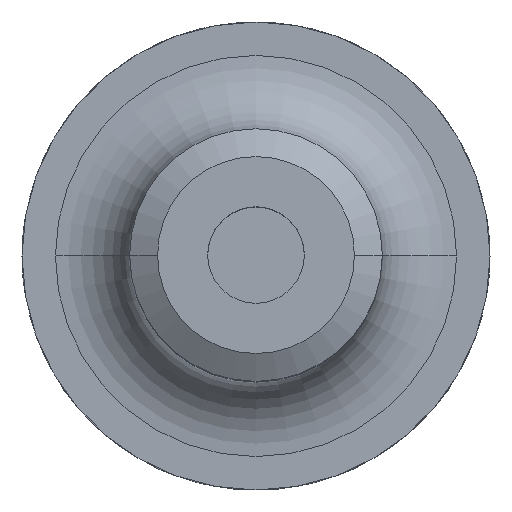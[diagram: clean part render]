
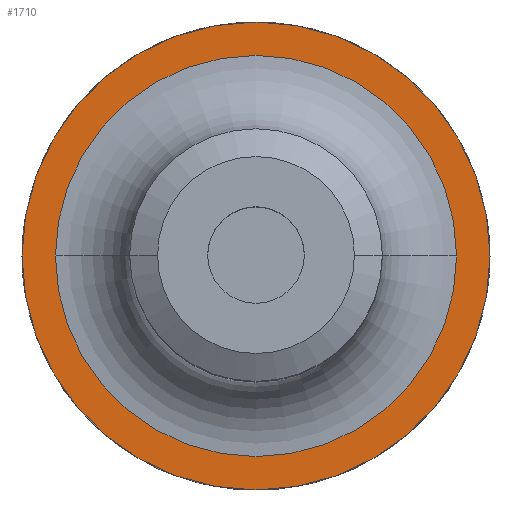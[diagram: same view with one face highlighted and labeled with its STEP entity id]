
A CAD part, top view. The second image highlights one B-rep face of the part: STEP entity #1710.
In plain terms, the highlighted planar face has unit normal (0, 0, 1).
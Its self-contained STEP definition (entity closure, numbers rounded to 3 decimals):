
#21 = CARTESIAN_POINT ( 'NONE',  ( 0., 0., 27. ) ) ;
#22 = DIRECTION ( 'NONE',  ( -1., 0., 0. ) ) ;
#54 = AXIS2_PLACEMENT_3D ( 'NONE', #960, #1526, #646 ) ;
#55 = DIRECTION ( 'NONE',  ( 0., 0., -1. ) ) ;
#58 = CARTESIAN_POINT ( 'NONE',  ( 0., 0., 27. ) ) ;
#120 = ORIENTED_EDGE ( 'NONE', *, *, #1266, .T. ) ;
#169 = CARTESIAN_POINT ( 'NONE',  ( 31.5, 0., 27. ) ) ;
#217 = EDGE_LOOP ( 'NONE', ( #120, #1153 ) ) ;
#243 = DIRECTION ( 'NONE',  ( -1., 0., 0. ) ) ;
#304 = DIRECTION ( 'NONE',  ( 0., 0., -1. ) ) ;
#352 = CARTESIAN_POINT ( 'NONE',  ( 0., 0., 27. ) ) ;
#389 = CARTESIAN_POINT ( 'NONE',  ( 27., 0., 27. ) ) ;
#480 = DIRECTION ( 'NONE',  ( 0., 0., -1. ) ) ;
#556 = EDGE_CURVE ( 'NONE', #1695, #1223, #1402, .T. ) ;
#613 = DIRECTION ( 'NONE',  ( -1., 0., 0. ) ) ;
#646 = DIRECTION ( 'NONE',  ( -1., 0., 0. ) ) ;
#647 = ORIENTED_EDGE ( 'NONE', *, *, #1198, .F. ) ;
#713 = EDGE_LOOP ( 'NONE', ( #647, #1083 ) ) ;
#744 = DIRECTION ( 'NONE',  ( -1., 0., 0. ) ) ;
#747 = VERTEX_POINT ( 'NONE', #169 ) ;
#802 = CIRCLE ( 'NONE', #1622, 27. ) ;
#833 = FACE_OUTER_BOUND ( 'NONE', #713, .T. ) ;
#859 = AXIS2_PLACEMENT_3D ( 'NONE', #352, #304, #243 ) ;
#949 = AXIS2_PLACEMENT_3D ( 'NONE', #1428, #1699, #744 ) ;
#960 = CARTESIAN_POINT ( 'NONE',  ( 0., 0., 27. ) ) ;
#1083 = ORIENTED_EDGE ( 'NONE', *, *, #1143, .F. ) ;
#1143 = EDGE_CURVE ( 'NONE', #747, #1381, #1252, .T. ) ;
#1153 = ORIENTED_EDGE ( 'NONE', *, *, #556, .T. ) ;
#1198 = EDGE_CURVE ( 'NONE', #1381, #747, #1594, .T. ) ;
#1223 = VERTEX_POINT ( 'NONE', #1263 ) ;
#1249 = FACE_BOUND ( 'NONE', #217, .T. ) ;
#1252 = CIRCLE ( 'NONE', #859, 31.5 ) ;
#1255 = AXIS2_PLACEMENT_3D ( 'NONE', #58, #55, #22 ) ;
#1263 = CARTESIAN_POINT ( 'NONE',  ( -27., 0., 27. ) ) ;
#1266 = EDGE_CURVE ( 'NONE', #1223, #1695, #802, .T. ) ;
#1321 = CARTESIAN_POINT ( 'NONE',  ( -31.5, 0., 27. ) ) ;
#1381 = VERTEX_POINT ( 'NONE', #1321 ) ;
#1402 = CIRCLE ( 'NONE', #54, 27. ) ;
#1428 = CARTESIAN_POINT ( 'NONE',  ( 0., 0., 27. ) ) ;
#1526 = DIRECTION ( 'NONE',  ( 0., 0., -1. ) ) ;
#1594 = CIRCLE ( 'NONE', #949, 31.5 ) ;
#1622 = AXIS2_PLACEMENT_3D ( 'NONE', #21, #480, #613 ) ;
#1628 = PLANE ( 'NONE',  #1255 ) ;
#1695 = VERTEX_POINT ( 'NONE', #389 ) ;
#1699 = DIRECTION ( 'NONE',  ( 0., 0., -1. ) ) ;
#1710 = ADVANCED_FACE ( 'NONE', ( #1249, #833 ), #1628, .F. ) ;
